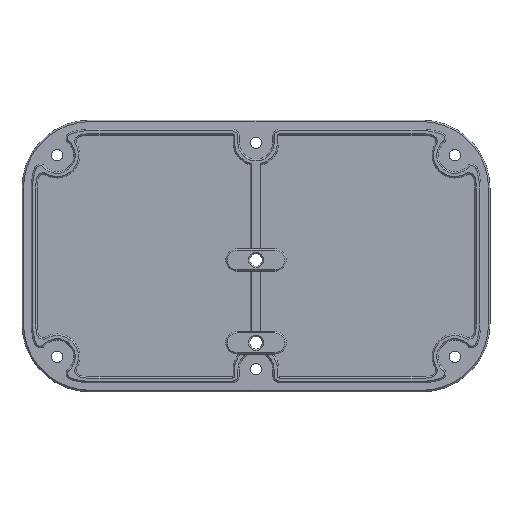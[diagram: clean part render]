
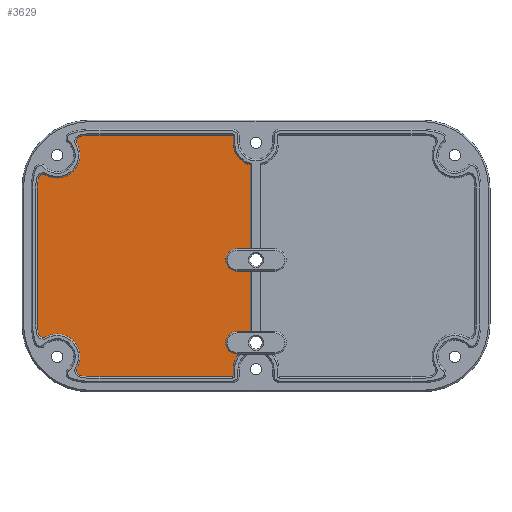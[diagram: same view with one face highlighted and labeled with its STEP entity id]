
A CAD part, top view. The second image highlights one B-rep face of the part: STEP entity #3629.
In plain terms, the highlighted planar face has unit normal (0, 0, 1).
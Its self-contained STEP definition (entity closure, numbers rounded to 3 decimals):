
#171=CIRCLE('',#3930,3.);
#172=CIRCLE('',#3931,6.04);
#173=CIRCLE('',#3932,0.36);
#174=CIRCLE('',#3933,13.96);
#175=CIRCLE('',#3934,1.4);
#176=CIRCLE('',#3935,6.04);
#177=CIRCLE('',#3936,1.4);
#178=CIRCLE('',#3937,13.96);
#179=CIRCLE('',#3938,13.96);
#180=CIRCLE('',#3939,1.4);
#181=CIRCLE('',#3940,6.04);
#182=CIRCLE('',#3941,1.4);
#183=CIRCLE('',#3942,13.96);
#184=CIRCLE('',#3943,0.36);
#185=CIRCLE('',#3944,6.04);
#186=CIRCLE('',#3945,3.);
#429=FACE_OUTER_BOUND('',#653,.T.);
#653=EDGE_LOOP('',(#2591,#2592,#2593,#2594,#2595,#2596,#2597,#2598,#2599,
#2600,#2601,#2602,#2603,#2604,#2605,#2606,#2607,#2608,#2609,#2610,#2611,
#2612,#2613,#2614,#2615,#2616,#2617));
#903=LINE('',#5694,#1233);
#918=LINE('',#5737,#1248);
#922=LINE('',#5746,#1252);
#944=LINE('',#5797,#1274);
#945=LINE('',#5800,#1275);
#946=LINE('',#5804,#1276);
#947=LINE('',#5808,#1277);
#948=LINE('',#5820,#1278);
#949=LINE('',#5833,#1279);
#950=LINE('',#5837,#1280);
#951=LINE('',#5840,#1281);
#1233=VECTOR('',#4451,10.);
#1248=VECTOR('',#4492,10.);
#1252=VECTOR('',#4498,10.);
#1274=VECTOR('',#4536,10.);
#1275=VECTOR('',#4539,10.);
#1276=VECTOR('',#4542,10.);
#1277=VECTOR('',#4545,10.);
#1278=VECTOR('',#4556,10.);
#1279=VECTOR('',#4569,10.);
#1280=VECTOR('',#4572,10.);
#1281=VECTOR('',#4575,10.);
#1616=VERTEX_POINT('',#5691);
#1617=VERTEX_POINT('',#5693);
#1628=VERTEX_POINT('',#5735);
#1629=VERTEX_POINT('',#5736);
#1632=VERTEX_POINT('',#5744);
#1633=VERTEX_POINT('',#5745);
#1648=VERTEX_POINT('',#5796);
#1649=VERTEX_POINT('',#5798);
#1650=VERTEX_POINT('',#5801);
#1651=VERTEX_POINT('',#5803);
#1652=VERTEX_POINT('',#5805);
#1653=VERTEX_POINT('',#5807);
#1654=VERTEX_POINT('',#5809);
#1655=VERTEX_POINT('',#5811);
#1656=VERTEX_POINT('',#5813);
#1657=VERTEX_POINT('',#5815);
#1658=VERTEX_POINT('',#5817);
#1659=VERTEX_POINT('',#5819);
#1660=VERTEX_POINT('',#5821);
#1661=VERTEX_POINT('',#5823);
#1662=VERTEX_POINT('',#5825);
#1663=VERTEX_POINT('',#5827);
#1664=VERTEX_POINT('',#5830);
#1665=VERTEX_POINT('',#5832);
#1666=VERTEX_POINT('',#5834);
#1667=VERTEX_POINT('',#5836);
#1668=VERTEX_POINT('',#5838);
#1956=EDGE_CURVE('',#1617,#1616,#903,.T.);
#1976=EDGE_CURVE('',#1628,#1629,#918,.T.);
#1980=EDGE_CURVE('',#1632,#1633,#922,.T.);
#2004=EDGE_CURVE('',#1633,#1648,#944,.T.);
#2005=EDGE_CURVE('',#1648,#1649,#171,.T.);
#2006=EDGE_CURVE('',#1649,#1628,#945,.T.);
#2007=EDGE_CURVE('',#1629,#1650,#172,.T.);
#2008=EDGE_CURVE('',#1650,#1651,#946,.T.);
#2009=EDGE_CURVE('',#1651,#1652,#173,.T.);
#2010=EDGE_CURVE('',#1652,#1653,#947,.T.);
#2011=EDGE_CURVE('',#1653,#1654,#174,.T.);
#2012=EDGE_CURVE('',#1654,#1655,#175,.T.);
#2013=EDGE_CURVE('',#1655,#1656,#176,.T.);
#2014=EDGE_CURVE('',#1656,#1657,#177,.T.);
#2015=EDGE_CURVE('',#1657,#1658,#178,.T.);
#2016=EDGE_CURVE('',#1658,#1659,#948,.T.);
#2017=EDGE_CURVE('',#1659,#1660,#179,.T.);
#2018=EDGE_CURVE('',#1660,#1661,#180,.T.);
#2019=EDGE_CURVE('',#1661,#1662,#181,.T.);
#2020=EDGE_CURVE('',#1662,#1663,#182,.T.);
#2021=EDGE_CURVE('',#1663,#1617,#183,.T.);
#2022=EDGE_CURVE('',#1616,#1664,#184,.T.);
#2023=EDGE_CURVE('',#1664,#1665,#949,.T.);
#2024=EDGE_CURVE('',#1665,#1666,#185,.T.);
#2025=EDGE_CURVE('',#1666,#1667,#950,.T.);
#2026=EDGE_CURVE('',#1667,#1668,#186,.T.);
#2027=EDGE_CURVE('',#1668,#1632,#951,.T.);
#2591=ORIENTED_EDGE('',*,*,#1980,.T.);
#2592=ORIENTED_EDGE('',*,*,#2004,.T.);
#2593=ORIENTED_EDGE('',*,*,#2005,.T.);
#2594=ORIENTED_EDGE('',*,*,#2006,.T.);
#2595=ORIENTED_EDGE('',*,*,#1976,.T.);
#2596=ORIENTED_EDGE('',*,*,#2007,.T.);
#2597=ORIENTED_EDGE('',*,*,#2008,.T.);
#2598=ORIENTED_EDGE('',*,*,#2009,.T.);
#2599=ORIENTED_EDGE('',*,*,#2010,.T.);
#2600=ORIENTED_EDGE('',*,*,#2011,.T.);
#2601=ORIENTED_EDGE('',*,*,#2012,.T.);
#2602=ORIENTED_EDGE('',*,*,#2013,.T.);
#2603=ORIENTED_EDGE('',*,*,#2014,.T.);
#2604=ORIENTED_EDGE('',*,*,#2015,.T.);
#2605=ORIENTED_EDGE('',*,*,#2016,.T.);
#2606=ORIENTED_EDGE('',*,*,#2017,.T.);
#2607=ORIENTED_EDGE('',*,*,#2018,.T.);
#2608=ORIENTED_EDGE('',*,*,#2019,.T.);
#2609=ORIENTED_EDGE('',*,*,#2020,.T.);
#2610=ORIENTED_EDGE('',*,*,#2021,.T.);
#2611=ORIENTED_EDGE('',*,*,#1956,.T.);
#2612=ORIENTED_EDGE('',*,*,#2022,.T.);
#2613=ORIENTED_EDGE('',*,*,#2023,.T.);
#2614=ORIENTED_EDGE('',*,*,#2024,.T.);
#2615=ORIENTED_EDGE('',*,*,#2025,.T.);
#2616=ORIENTED_EDGE('',*,*,#2026,.T.);
#2617=ORIENTED_EDGE('',*,*,#2027,.T.);
#3546=PLANE('',#3929);
#3629=ADVANCED_FACE('',(#429),#3546,.F.);
#3929=AXIS2_PLACEMENT_3D('',#5795,#4534,#4535);
#3930=AXIS2_PLACEMENT_3D('',#5799,#4537,#4538);
#3931=AXIS2_PLACEMENT_3D('',#5802,#4540,#4541);
#3932=AXIS2_PLACEMENT_3D('',#5806,#4543,#4544);
#3933=AXIS2_PLACEMENT_3D('',#5810,#4546,#4547);
#3934=AXIS2_PLACEMENT_3D('',#5812,#4548,#4549);
#3935=AXIS2_PLACEMENT_3D('',#5814,#4550,#4551);
#3936=AXIS2_PLACEMENT_3D('',#5816,#4552,#4553);
#3937=AXIS2_PLACEMENT_3D('',#5818,#4554,#4555);
#3938=AXIS2_PLACEMENT_3D('',#5822,#4557,#4558);
#3939=AXIS2_PLACEMENT_3D('',#5824,#4559,#4560);
#3940=AXIS2_PLACEMENT_3D('',#5826,#4561,#4562);
#3941=AXIS2_PLACEMENT_3D('',#5828,#4563,#4564);
#3942=AXIS2_PLACEMENT_3D('',#5829,#4565,#4566);
#3943=AXIS2_PLACEMENT_3D('',#5831,#4567,#4568);
#3944=AXIS2_PLACEMENT_3D('',#5835,#4570,#4571);
#3945=AXIS2_PLACEMENT_3D('',#5839,#4573,#4574);
#4451=DIRECTION('',(1.,0.,0.));
#4492=DIRECTION('',(0.,1.,0.));
#4498=DIRECTION('',(0.,1.,0.));
#4534=DIRECTION('center_axis',(0.,0.,-1.));
#4535=DIRECTION('ref_axis',(1.,0.,0.));
#4536=DIRECTION('',(-1.,0.,0.));
#4537=DIRECTION('center_axis',(0.,0.,-1.));
#4538=DIRECTION('ref_axis',(0.,-1.,0.));
#4539=DIRECTION('',(1.,0.,0.));
#4540=DIRECTION('center_axis',(0.,0.,-1.));
#4541=DIRECTION('ref_axis',(-1.,0.,0.));
#4542=DIRECTION('',(0.,1.,0.));
#4543=DIRECTION('center_axis',(0.,0.,1.));
#4544=DIRECTION('ref_axis',(1.,0.,0.));
#4545=DIRECTION('',(-1.,0.,0.));
#4546=DIRECTION('center_axis',(0.,0.,1.));
#4547=DIRECTION('ref_axis',(0.,1.,0.));
#4548=DIRECTION('center_axis',(0.,0.,1.));
#4549=DIRECTION('ref_axis',(-0.177,0.984,0.));
#4550=DIRECTION('center_axis',(0.,0.,-1.));
#4551=DIRECTION('ref_axis',(-0.493,-0.87,0.));
#4552=DIRECTION('center_axis',(0.,0.,1.));
#4553=DIRECTION('ref_axis',(0.493,0.87,0.));
#4554=DIRECTION('center_axis',(0.,0.,1.));
#4555=DIRECTION('ref_axis',(-0.984,0.177,0.));
#4556=DIRECTION('',(0.,-1.,0.));
#4557=DIRECTION('center_axis',(0.,0.,1.));
#4558=DIRECTION('ref_axis',(-1.,0.,0.));
#4559=DIRECTION('center_axis',(0.,0.,1.));
#4560=DIRECTION('ref_axis',(-0.984,-0.177,0.));
#4561=DIRECTION('center_axis',(0.,0.,-1.));
#4562=DIRECTION('ref_axis',(0.87,-0.493,0.));
#4563=DIRECTION('center_axis',(0.,0.,1.));
#4564=DIRECTION('ref_axis',(-0.87,0.493,0.));
#4565=DIRECTION('center_axis',(0.,0.,1.));
#4566=DIRECTION('ref_axis',(-0.177,-0.984,0.));
#4567=DIRECTION('center_axis',(0.,0.,1.));
#4568=DIRECTION('ref_axis',(0.,-1.,0.));
#4569=DIRECTION('',(0.,1.,0.));
#4570=DIRECTION('center_axis',(0.,0.,-1.));
#4571=DIRECTION('ref_axis',(1.,0.,0.));
#4572=DIRECTION('',(-1.,0.,0.));
#4573=DIRECTION('center_axis',(0.,0.,-1.));
#4574=DIRECTION('ref_axis',(0.,-1.,0.));
#4575=DIRECTION('',(1.,0.,0.));
#5691=CARTESIAN_POINT('',(-6.4,-31.96,-36.));
#5693=CARTESIAN_POINT('',(-44.,-31.96,-36.));
#5694=CARTESIAN_POINT('',(22.,-31.96,-36.));
#5735=CARTESIAN_POINT('',(-1.5,1.94,-36.));
#5736=CARTESIAN_POINT('',(-1.5,24.149,-36.));
#5737=CARTESIAN_POINT('',(-1.5,12.075,-36.));
#5744=CARTESIAN_POINT('',(-1.5,-20.,-36.));
#5745=CARTESIAN_POINT('',(-1.5,-4.06,-36.));
#5746=CARTESIAN_POINT('',(-1.5,-2.03,-36.));
#5795=CARTESIAN_POINT('Origin',(0.,0.,
-36.));
#5796=CARTESIAN_POINT('',(-5.,-4.06,-36.));
#5797=CARTESIAN_POINT('',(-2.5,-4.06,-36.));
#5798=CARTESIAN_POINT('',(-5.,1.94,-36.));
#5799=CARTESIAN_POINT('Origin',(-5.,-1.06,-36.));
#5800=CARTESIAN_POINT('',(2.5,1.94,-36.));
#5801=CARTESIAN_POINT('',(-6.04,30.,-36.));
#5802=CARTESIAN_POINT('Origin',(0.,30.,-36.));
#5803=CARTESIAN_POINT('',(-6.04,31.6,-36.));
#5804=CARTESIAN_POINT('',(-6.04,15.8,-36.));
#5805=CARTESIAN_POINT('',(-6.4,31.96,-36.));
#5806=CARTESIAN_POINT('Origin',(-6.4,31.6,-36.));
#5807=CARTESIAN_POINT('',(-44.,31.96,-36.));
#5808=CARTESIAN_POINT('',(-22.,31.96,-36.));
#5809=CARTESIAN_POINT('',(-46.47,31.74,-36.));
#5810=CARTESIAN_POINT('Origin',(-44.,18.,-36.));
#5811=CARTESIAN_POINT('',(-47.441,29.672,-36.));
#5812=CARTESIAN_POINT('Origin',(-46.222,30.362,-36.));
#5813=CARTESIAN_POINT('',(-55.672,21.441,-36.));
#5814=CARTESIAN_POINT('Origin',(-52.697,26.697,-36.));
#5815=CARTESIAN_POINT('',(-57.74,20.47,-36.));
#5816=CARTESIAN_POINT('Origin',(-56.362,20.222,-36.));
#5817=CARTESIAN_POINT('',(-57.96,18.,-36.));
#5818=CARTESIAN_POINT('Origin',(-44.,18.,-36.));
#5819=CARTESIAN_POINT('',(-57.96,-18.,-36.));
#5820=CARTESIAN_POINT('',(-57.96,-9.,-36.));
#5821=CARTESIAN_POINT('',(-57.74,-20.47,-36.));
#5822=CARTESIAN_POINT('Origin',(-44.,-18.,-36.));
#5823=CARTESIAN_POINT('',(-55.672,-21.441,-36.));
#5824=CARTESIAN_POINT('Origin',(-56.362,-20.222,-36.));
#5825=CARTESIAN_POINT('',(-47.441,-29.672,-36.));
#5826=CARTESIAN_POINT('Origin',(-52.697,-26.697,-36.));
#5827=CARTESIAN_POINT('',(-46.47,-31.74,-36.));
#5828=CARTESIAN_POINT('Origin',(-46.222,-30.362,-36.));
#5829=CARTESIAN_POINT('Origin',(-44.,-18.,-36.));
#5830=CARTESIAN_POINT('',(-6.04,-31.6,-36.));
#5831=CARTESIAN_POINT('Origin',(-6.4,-31.6,-36.));
#5832=CARTESIAN_POINT('',(-6.04,-30.,-36.));
#5833=CARTESIAN_POINT('',(-6.04,-15.,-36.));
#5834=CARTESIAN_POINT('',(-4.526,-26.,-36.));
#5835=CARTESIAN_POINT('Origin',(0.,-30.,
-36.));
#5836=CARTESIAN_POINT('',(-5.,-26.,-36.));
#5837=CARTESIAN_POINT('',(-2.5,-26.,-36.));
#5838=CARTESIAN_POINT('',(-5.,-20.,-36.));
#5839=CARTESIAN_POINT('Origin',(-5.,-23.,-36.));
#5840=CARTESIAN_POINT('',(2.5,-20.,-36.));
